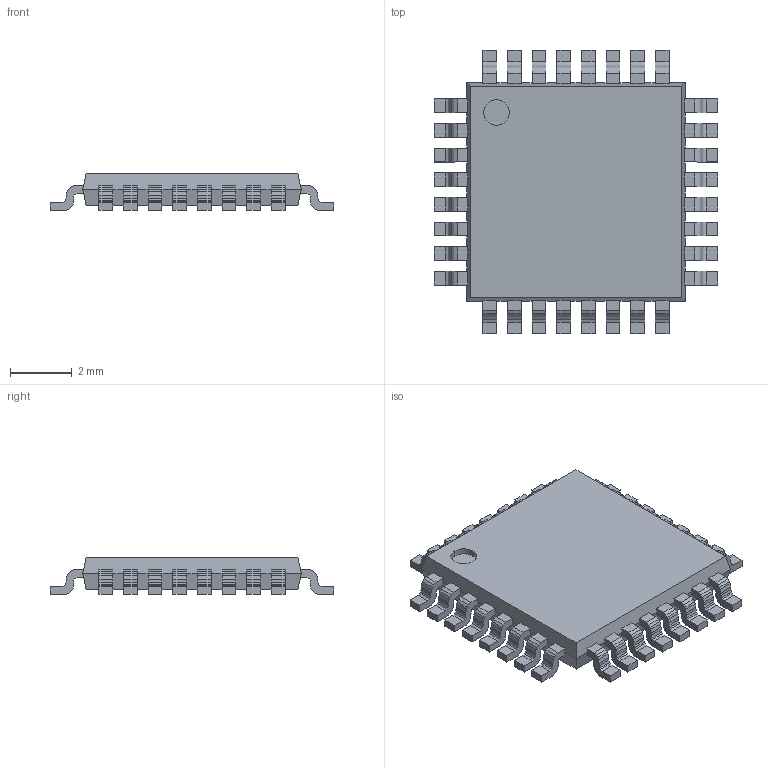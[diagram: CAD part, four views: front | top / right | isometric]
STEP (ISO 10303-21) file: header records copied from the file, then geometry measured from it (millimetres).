
FILE_DESCRIPTION(('FreeCAD Model'),'2;1');
FILE_NAME('TQFP-32_7x7mm_Pitch0.8mm.step','2015-12-10T15:02:17',( 'Author'),(''),'Open CASCADE STEP processor 6.8','FreeCAD','Unknown' );
FILE_SCHEMA(('AUTOMOTIVE_DESIGN_CC2 { 1 2 10303 214 -1 1 5 4 }'));
Products named in the file (1): Fusion
Bounding box: 9.2 x 9.2 x 1.2 mm (x, y, z)
Volume: 56.5 mm3; surface area: 190 mm2
Topology: 1 solids, 1 shells, 749 faces, 2234 edges, 1488 vertices
Faces by surface type: plane 747, cylinder 2
Entity records: 59004 total; most frequent: CARTESIAN_POINT 9240, DIRECTION 8100, LINE 6590, VECTOR 6590, ORIENTED_EDGE 4468, PCURVE 4468, DEFINITIONAL_REPRESENTATION 4468, EDGE_CURVE 2234
